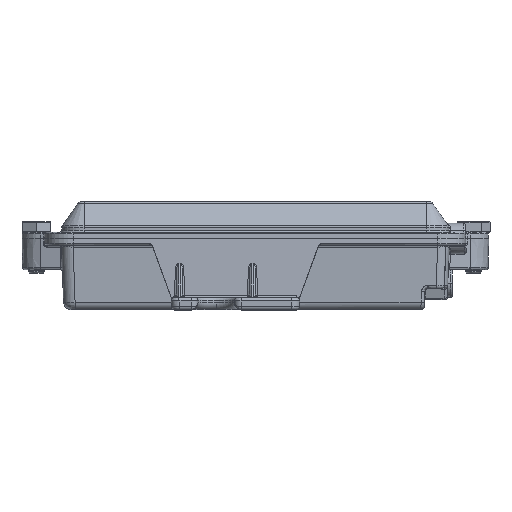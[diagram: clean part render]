
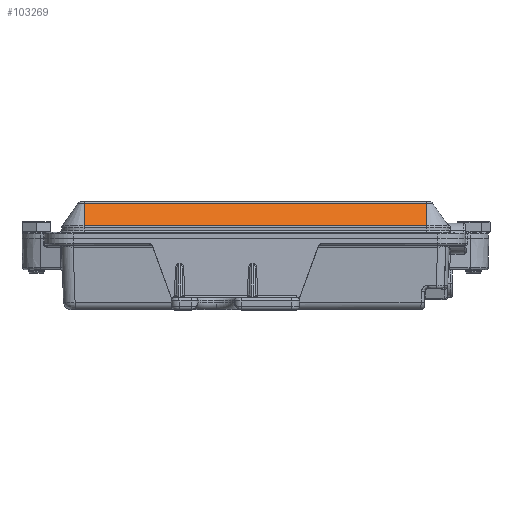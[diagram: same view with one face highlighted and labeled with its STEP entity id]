
A CAD part, top view. The second image highlights one B-rep face of the part: STEP entity #103269.
In plain terms, the highlighted face is planar.
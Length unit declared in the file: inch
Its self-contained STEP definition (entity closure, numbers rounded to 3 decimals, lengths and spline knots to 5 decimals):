
#5116 = CARTESIAN_POINT ( 'NONE',  ( -1.87126, 0.35723, -1.20971 ) ) ;
#9954 = VECTOR ( 'NONE', #34987, 39.37008 ) ;
#14641 = VERTEX_POINT ( 'NONE', #69873 ) ;
#16666 = DIRECTION ( 'NONE',  ( 0., 0.574, -0.819 ) ) ;
#20743 = VECTOR ( 'NONE', #92561, 39.37008 ) ;
#30307 = EDGE_CURVE ( 'NONE', #91743, #125237, #100109, .T. ) ;
#34987 = DIRECTION ( 'NONE',  ( 1., 0., 0. ) ) ;
#35878 = EDGE_CURVE ( 'NONE', #125237, #14641, #101062, .T. ) ;
#36997 = VECTOR ( 'NONE', #89135, 39.37008 ) ;
#38071 = ORIENTED_EDGE ( 'NONE', *, *, #67944, .T. ) ;
#43470 = CARTESIAN_POINT ( 'NONE',  ( -1.87126, 0., -1.45984 ) ) ;
#49330 = ORIENTED_EDGE ( 'NONE', *, *, #35878, .T. ) ;
#63809 = DIRECTION ( 'NONE',  ( 0., -0.819, -0.574 ) ) ;
#67944 = EDGE_CURVE ( 'NONE', #78372, #91743, #118668, .T. ) ;
#68818 = AXIS2_PLACEMENT_3D ( 'NONE', #117530, #16666, #77504 ) ;
#69873 = CARTESIAN_POINT ( 'NONE',  ( -1.87126, 0.01433, -1.44981 ) ) ;
#70619 = EDGE_LOOP ( 'NONE', ( #124972, #38071, #129682, #49330 ) ) ;
#76963 = FACE_OUTER_BOUND ( 'NONE', #70619, .T. ) ;
#77504 = DIRECTION ( 'NONE',  ( 0., 0.819, 0.574 ) ) ;
#78372 = VERTEX_POINT ( 'NONE', #5116 ) ;
#89135 = DIRECTION ( 'NONE',  ( 0., -0.819, -0.574 ) ) ;
#91743 = VERTEX_POINT ( 'NONE', #128379 ) ;
#92561 = DIRECTION ( 'NONE',  ( -1., 0., 0. ) ) ;
#93800 = CARTESIAN_POINT ( 'NONE',  ( 3.37126, 0.01433, -1.44981 ) ) ;
#94235 = EDGE_CURVE ( 'NONE', #78372, #14641, #96075, .T. ) ;
#94302 = CARTESIAN_POINT ( 'NONE',  ( -1.87126, 0.01433, -1.44981 ) ) ;
#96075 = LINE ( 'NONE', #43470, #124316 ) ;
#100109 = LINE ( 'NONE', #107989, #36997 ) ;
#101062 = LINE ( 'NONE', #94302, #20743 ) ;
#103269 = ADVANCED_FACE ( 'NONE', ( #76963 ), #117079, .T. ) ;
#107989 = CARTESIAN_POINT ( 'NONE',  ( 3.37126, 0., -1.45984 ) ) ;
#116850 = CARTESIAN_POINT ( 'NONE',  ( -1.87126, 0.35723, -1.20971 ) ) ;
#117079 = PLANE ( 'NONE',  #68818 ) ;
#117530 = CARTESIAN_POINT ( 'NONE',  ( -1.87126, 0., -1.45984 ) ) ;
#118668 = LINE ( 'NONE', #116850, #9954 ) ;
#124316 = VECTOR ( 'NONE', #63809, 39.37008 ) ;
#124972 = ORIENTED_EDGE ( 'NONE', *, *, #94235, .F. ) ;
#125237 = VERTEX_POINT ( 'NONE', #93800 ) ;
#128379 = CARTESIAN_POINT ( 'NONE',  ( 3.37126, 0.35723, -1.20971 ) ) ;
#129682 = ORIENTED_EDGE ( 'NONE', *, *, #30307, .T. ) ;
